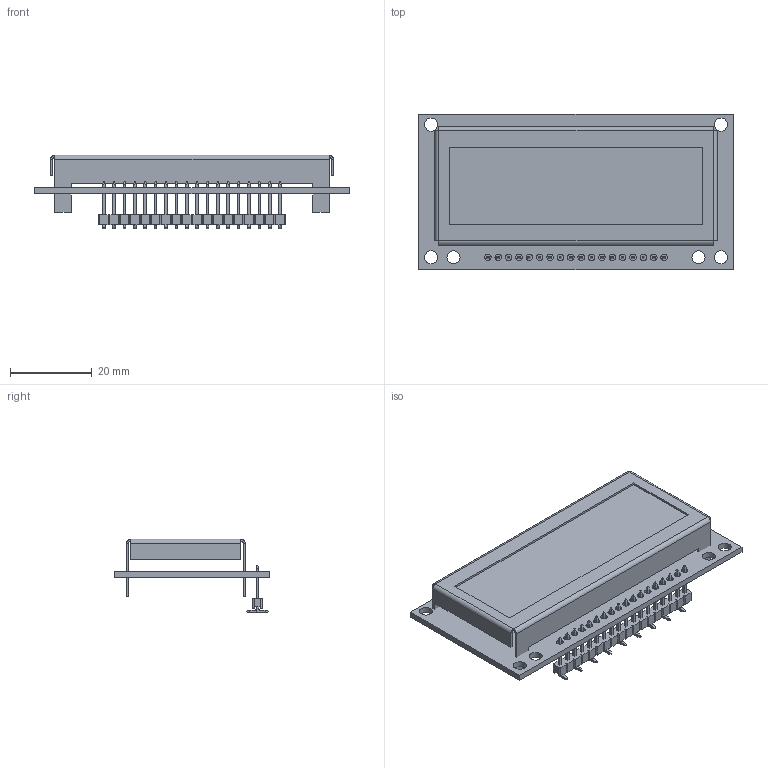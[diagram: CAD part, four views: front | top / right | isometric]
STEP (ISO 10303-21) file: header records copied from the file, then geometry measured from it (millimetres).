
FILE_DESCRIPTION(('FreeCAD Model'),'2;1');
FILE_NAME('MT-12232A_SMD.step', '2021-02-05T20:25:56',('Author'),(''), 'Open CASCADE STEP processor 7.3','FreeCAD','Unknown');
FILE_SCHEMA(('AUTOMOTIVE_DESIGN { 1 0 10303 214 1 1 1 1 }'));
Length unit declared in the file: millimetre
Products named in the file (4): BG055-18A-2-0800-0530-0350-N-B_sp; Shell; Glass; PCB
Bounding box: 77 x 38 x 18.03 mm (x, y, z)
Volume: 6730.9 mm3; surface area: 14531.8 mm2
Topology: 4 solids, 4 shells, 598 faces, 1486 edges, 932 vertices
Faces by surface type: plane 530, cylinder 68
Full cylindrical faces by diameter (mm): 1.6 x18, 3.2 x6
Entity records: 21032 total; most frequent: CARTESIAN_POINT 3017, ORIENTED_EDGE 2972, DIRECTION 2820, EDGE_CURVE 1486, LINE 1350, VECTOR 1350, VERTEX_POINT 932, AXIS2_PLACEMENT_3D 735
